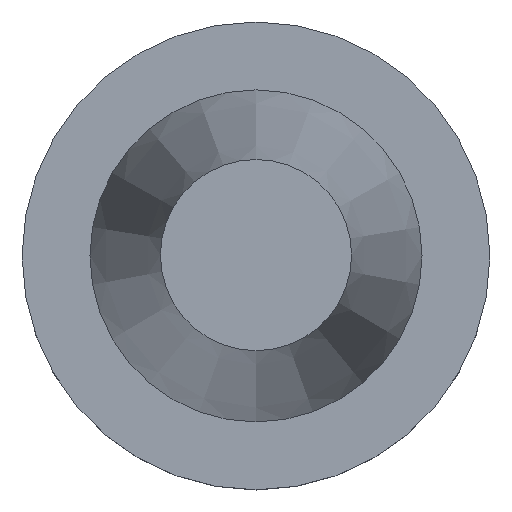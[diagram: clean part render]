
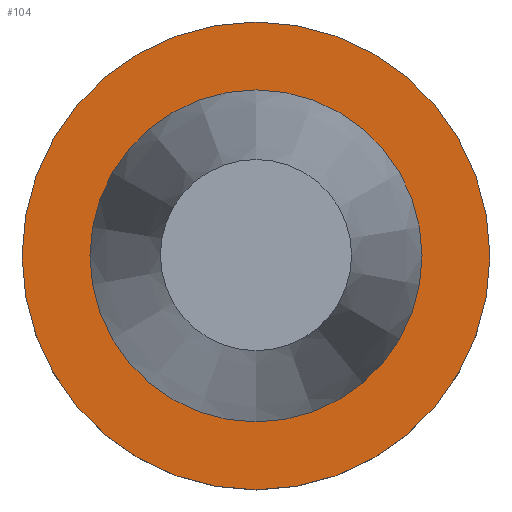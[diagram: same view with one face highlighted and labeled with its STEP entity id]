
A CAD part, top view. The second image highlights one B-rep face of the part: STEP entity #104.
In plain terms, the highlighted planar face has unit normal (0, 0, 1).
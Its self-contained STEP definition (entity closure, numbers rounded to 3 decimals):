
#66=EDGE_CURVE('Unnamed[1]',#169,#169,#170,.T.);
#99=EDGE_CURVE('Unnamed[1]',#221,#221,#222,.T.);
#104=ADVANCED_FACE('Unnamed[1]',(#228,#229),#230,.T.);
#169=VERTEX_POINT('',#306);
#170=CIRCLE('',#307,49.213);
#221=VERTEX_POINT('',#371);
#222=CIRCLE('',#372,34.925);
#228=FACE_OUTER_BOUND('',#380,.T.);
#229=FACE_BOUND('',#381,.T.);
#230=PLANE('',#382);
#306=CARTESIAN_POINT('',(0.,49.213,-1.5));
#307=AXIS2_PLACEMENT_3D('',#460,#461,#462);
#371=CARTESIAN_POINT('',(0.,34.925,-1.5));
#372=AXIS2_PLACEMENT_3D('',#519,#520,#521);
#380=EDGE_LOOP('',(#526));
#381=EDGE_LOOP('',(#527));
#382=AXIS2_PLACEMENT_3D('',#528,#529,#530);
#460=CARTESIAN_POINT('',(0.,0.,-1.5));
#461=DIRECTION('',(0.,0.,-1.0));
#462=DIRECTION('',(0.,1.0,0.));
#519=CARTESIAN_POINT('',(0.,0.,-1.5));
#520=DIRECTION('',(0.,0.,-1.0));
#521=DIRECTION('',(0.,1.0,0.));
#526=ORIENTED_EDGE('',*,*,#66,.F.);
#527=ORIENTED_EDGE('',*,*,#99,.T.);
#528=CARTESIAN_POINT('',(0.,42.069,-1.5));
#529=DIRECTION('',(0.,0.,1.0));
#530=DIRECTION('',(0.,-1.0,0.));
